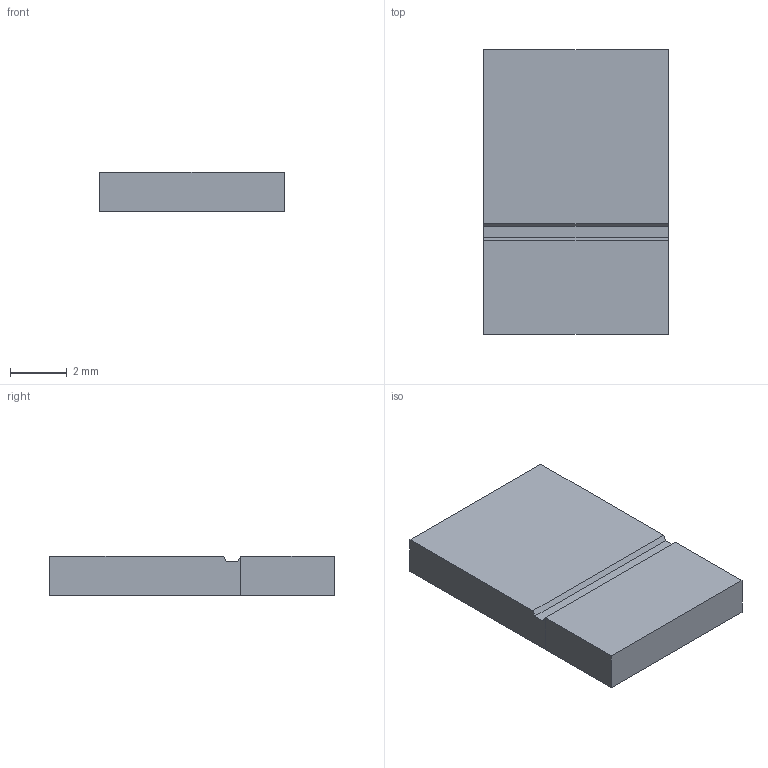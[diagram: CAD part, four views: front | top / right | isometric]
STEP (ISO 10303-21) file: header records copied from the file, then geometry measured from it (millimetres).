
FILE_DESCRIPTION(/* description */ ('Unknown'),/* implementation_level */ '2;1');
FILE_NAME(/* name */ 'STM32WB1MMCH6TR',/* time_stamp */ '2023-09-13T08:07:52+02:00',/* author */ ('Unknown'),/* organization */ ('Unknown'),/* preprocessor_version */ 'ST-DEVELOPER v18.102',/* originating_system */ 'Solid Edge',/* authorisation */ 'Unknown');
FILE_SCHEMA (('AUTOMOTIVE_DESIGN {1 0 10303 214 3 1 1}'));
Length unit declared in the file: millimetre
Products named in the file (1): STM32WB1MMCH6TR
Bounding box: 6.5 x 10 x 1.4 mm (x, y, z)
Volume: 88.8 mm3; surface area: 179.4 mm2
Topology: 1 solids, 1 shells, 402 faces, 966 edges, 644 vertices
Faces by surface type: plane 402
Entity records: 14269 total; most frequent: CARTESIAN_POINT 2013, ORIENTED_EDGE 1932, DIRECTION 1772, EDGE_CURVE 966, LINE 966, VECTOR 966, VERTEX_POINT 644, EDGE_LOOP 480
